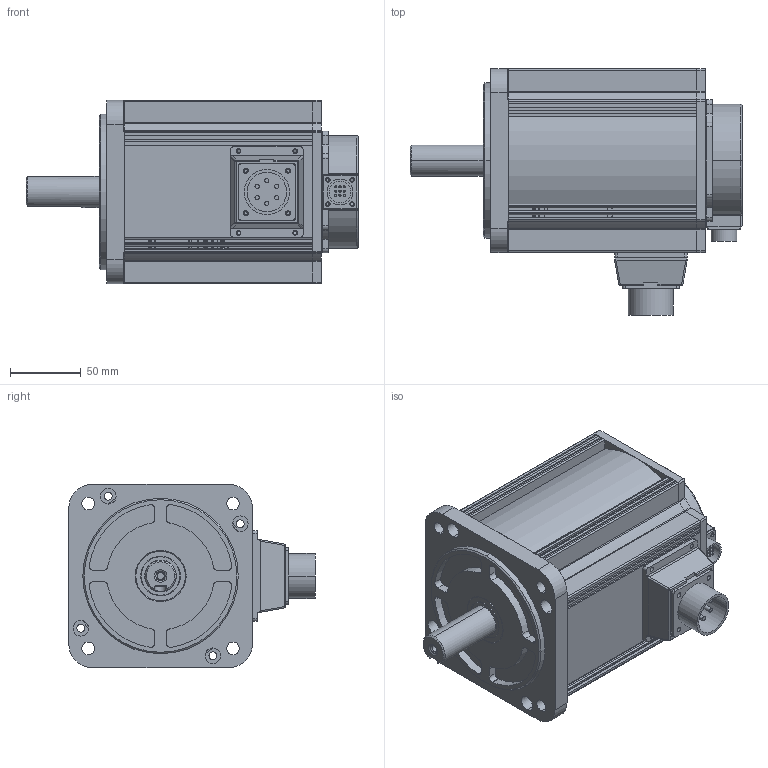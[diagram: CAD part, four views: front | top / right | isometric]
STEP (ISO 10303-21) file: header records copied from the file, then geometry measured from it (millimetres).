
FILE_DESCRIPTION (( 'STEP AP214' ), '1' );
FILE_NAME ('MS6H-130-07220棠晤惕掅蚾饜极.STEP', '2020-05-21T06:16:43', ( '' ), ( '' ), 'SwSTEP 2.0', 'SolidWorks 2016', '' );
FILE_SCHEMA (( 'AUTOMOTIVE_DESIGN' ));
Length unit declared in the file: millimetre
Products named in the file (1): MS6H-130-07220棠晤惕掅蚾饜极
Bounding box: 235 x 174.5 x 130 mm (x, y, z)
Surface area: 199574.9 mm2 (no closed solid volume)
Topology: 0 solids, 115 shells, 1914 faces, 6794 edges, 4964 vertices
Faces by surface type: cylinder 1060, plane 828, cone 12, torus 9, sphere 4, bspline 1
Entity records: 94947 total; most frequent: CARTESIAN_POINT 14329, DIRECTION 13377, ORIENTED_EDGE 10643, EDGE_CURVE 6794, VERTEX_POINT 4964, AXIS2_PLACEMENT_3D 4688, VECTOR 4001, LINE 4001
